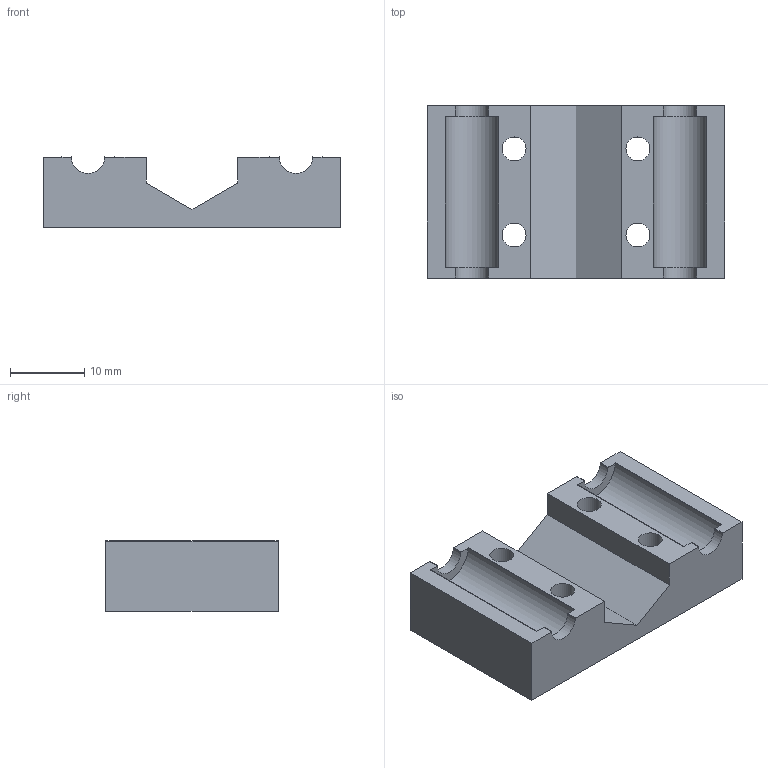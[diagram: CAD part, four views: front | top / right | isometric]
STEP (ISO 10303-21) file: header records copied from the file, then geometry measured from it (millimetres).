
FILE_DESCRIPTION(/* description */ (''),/* implementation_level */ '2;1');
FILE_NAME(/* name */ 'GantryBack.step',/* time_stamp */ '2019-09-30T18:41:33-04:00',/* author */ (''),/* organization */ (''),/* preprocessor_version */ 'ST-DEVELOPER v18',/* originating_system */ 'Autodesk Translation Framework v8.6.0.1094',/* authorisation */ '');
FILE_SCHEMA (('AUTOMOTIVE_DESIGN { 1 0 10303 214 3 1 1 }'));
Length unit declared in the file: millimetre
Products named in the file (1): GantryBack
Bounding box: 40 x 23.2 x 9.5 mm (x, y, z)
Volume: 5646.2 mm3; surface area: 3860.9 mm2
Topology: 1 solids, 1 shells, 119 faces, 323 edges, 206 vertices
Faces by surface type: plane 109, cylinder 10
Full cylindrical faces by diameter (mm): 3.2 x4
Entity records: 3729 total; most frequent: CARTESIAN_POINT 649, ORIENTED_EDGE 646, DIRECTION 603, EDGE_CURVE 323, LINE 283, VECTOR 283, VERTEX_POINT 206, AXIS2_PLACEMENT_3D 160
